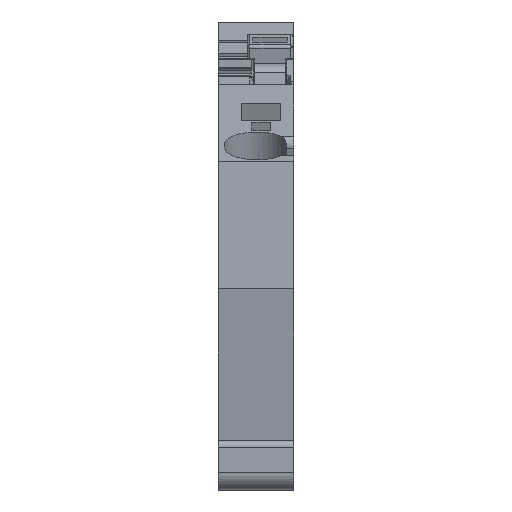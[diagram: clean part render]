
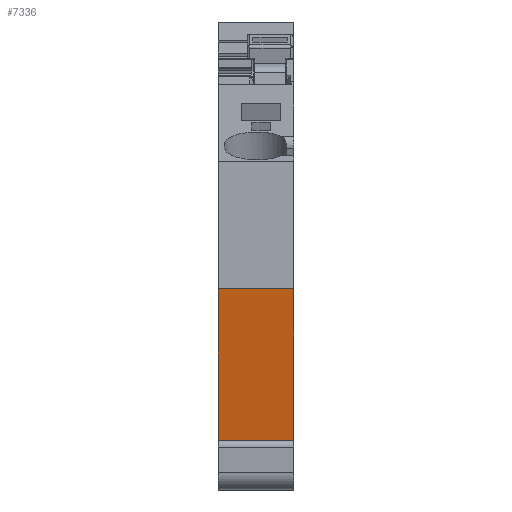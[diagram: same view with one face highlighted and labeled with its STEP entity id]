
A CAD part, front view. The second image highlights one B-rep face of the part: STEP entity #7336.
In plain terms, the highlighted planar face has unit normal (0, -0.985, -0.174).
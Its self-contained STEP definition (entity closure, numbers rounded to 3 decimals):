
#7307=AXIS2_PLACEMENT_3D('Plane Axis2P3D',#7304,#7305,#7306) ;
#1244=CARTESIAN_POINT('Vertex',(1.,3.061,4.123)) ;
#1274=CARTESIAN_POINT('Vertex',(1.,3.198,3.345)) ;
#1277=CARTESIAN_POINT('Line Origine',(1.,3.129,3.734)) ;
#3450=CARTESIAN_POINT('Vertex',(8.1,3.198,3.345)) ;
#3453=CARTESIAN_POINT('Line Origine',(4.55,3.198,3.345)) ;
#4125=CARTESIAN_POINT('Line Origine',(4.05,3.061,4.123)) ;
#4129=CARTESIAN_POINT('Vertex',(0.,3.061,4.123)) ;
#7304=CARTESIAN_POINT('Axis2P3D Location',(0.,3.061,4.123)) ;
#7309=CARTESIAN_POINT('Line Origine',(8.1,1.599,12.414)) ;
#7313=CARTESIAN_POINT('Vertex',(8.1,0.,21.482)) ;
#7316=CARTESIAN_POINT('Line Origine',(4.05,0.,21.482)) ;
#7320=CARTESIAN_POINT('Vertex',(0.,0.,21.482)) ;
#7323=CARTESIAN_POINT('Line Origine',(0.,1.53,12.803)) ;
#1278=DIRECTION('Vector Direction',(0.,0.174,-0.985)) ;
#3454=DIRECTION('Vector Direction',(-1.,0.,0.)) ;
#4126=DIRECTION('Vector Direction',(-1.,0.,0.)) ;
#7305=DIRECTION('Axis2P3D Direction',(0.,-0.985,-0.174)) ;
#7306=DIRECTION('Axis2P3D XDirection',(0.,-0.174,0.985)) ;
#7310=DIRECTION('Vector Direction',(0.,-0.174,0.985)) ;
#7317=DIRECTION('Vector Direction',(-1.,0.,0.)) ;
#7324=DIRECTION('Vector Direction',(0.,-0.174,0.985)) ;
#1279=VECTOR('Line Direction',#1278,1.) ;
#3455=VECTOR('Line Direction',#3454,1.) ;
#4127=VECTOR('Line Direction',#4126,1.) ;
#7311=VECTOR('Line Direction',#7310,1.) ;
#7318=VECTOR('Line Direction',#7317,1.) ;
#7325=VECTOR('Line Direction',#7324,1.) ;
#7329=ORIENTED_EDGE('',*,*,#4131,.F.) ;
#7330=ORIENTED_EDGE('',*,*,#1281,.T.) ;
#7331=ORIENTED_EDGE('',*,*,#3457,.F.) ;
#7332=ORIENTED_EDGE('',*,*,#7315,.T.) ;
#7333=ORIENTED_EDGE('',*,*,#7322,.T.) ;
#7334=ORIENTED_EDGE('',*,*,#7327,.F.) ;
#7336=ADVANCED_FACE('KLTR_ZTR6-2\\Hauptk\X2\00F6\X0\rper',(#7335),#7308,.T.) ;
#1281=EDGE_CURVE('',#1245,#1275,#1280,.T.) ;
#3457=EDGE_CURVE('',#3451,#1275,#3456,.T.) ;
#4131=EDGE_CURVE('',#1245,#4130,#4128,.T.) ;
#7315=EDGE_CURVE('',#3451,#7314,#7312,.T.) ;
#7322=EDGE_CURVE('',#7314,#7321,#7319,.T.) ;
#7327=EDGE_CURVE('',#4130,#7321,#7326,.T.) ;
#7328=EDGE_LOOP('',(#7329,#7330,#7331,#7332,#7333,#7334)) ;
#7335=FACE_OUTER_BOUND('',#7328,.T.) ;
#1280=LINE('Line',#1277,#1279) ;
#3456=LINE('Line',#3453,#3455) ;
#4128=LINE('Line',#4125,#4127) ;
#7312=LINE('Line',#7309,#7311) ;
#7319=LINE('Line',#7316,#7318) ;
#7326=LINE('Line',#7323,#7325) ;
#7308=PLANE('',#7307) ;
#1245=VERTEX_POINT('',#1244) ;
#1275=VERTEX_POINT('',#1274) ;
#3451=VERTEX_POINT('',#3450) ;
#4130=VERTEX_POINT('',#4129) ;
#7314=VERTEX_POINT('',#7313) ;
#7321=VERTEX_POINT('',#7320) ;
